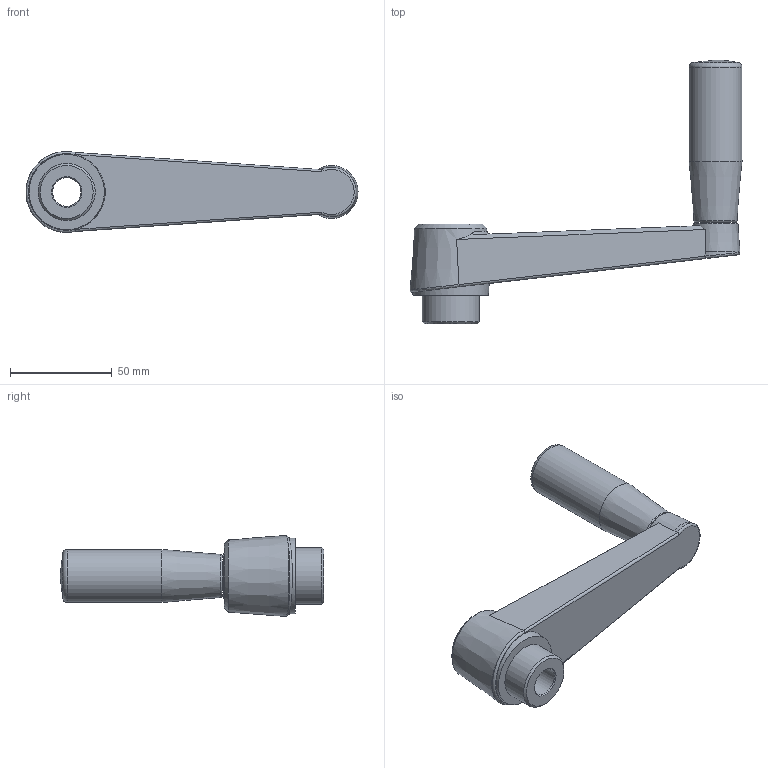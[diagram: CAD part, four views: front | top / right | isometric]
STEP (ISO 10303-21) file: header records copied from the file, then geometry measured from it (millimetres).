
FILE_DESCRIPTION(/* description */ (''),/* implementation_level */ '2;1');
FILE_NAME(/* name */ 'BCH130R.dxf',/* time_stamp */ '2012-11-23T15:08:30+08:00',/* author */ (''),/* organization */ (''),/* preprocessor_version */ 'ST-DEVELOPER v9',/* originating_system */ 'UGS - NX 4.0',/* authorisation */ '');
FILE_SCHEMA (('CONFIG_CONTROL_DESIGN'));
Length unit declared in the file: millimetre
Products named in the file (1): Admi0359xihq
Bounding box: 162.99 x 129.5 x 39.72 mm (x, y, z)
Volume: 146341.2 mm3; surface area: 27246.3 mm2
Topology: 1 solids, 1 shells, 37 faces, 87 edges, 55 vertices
Faces by surface type: plane 12, cone 11, cylinder 7, torus 3, bspline 3, sphere 1
Full cylindrical faces by diameter (mm): 12 x1, 14 x1, 25.5 x1, 26 x1, 28 x1
Entity records: 1274 total; most frequent: CARTESIAN_POINT 462, DIRECTION 147, ORIENTED_EDGE 128, AXIS2_PLACEMENT_3D 69, EDGE_CURVE 64, EDGE_LOOP 60, VERTEX_POINT 50, ADVANCED_FACE 37
